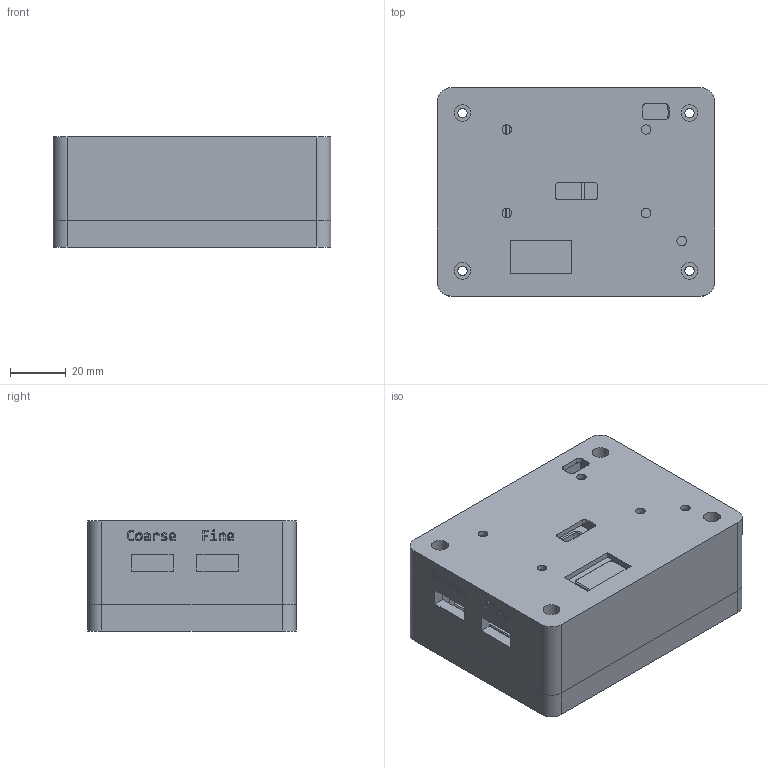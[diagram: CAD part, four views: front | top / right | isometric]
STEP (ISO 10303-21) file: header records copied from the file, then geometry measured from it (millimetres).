
FILE_DESCRIPTION(/* description */ (''),/* implementation_level */ '2;1');
FILE_NAME(/* name */ 'pico_expansion_board_1.0rc_enclosure.step',/* time_stamp */ '2023-04-23T22:09:32+12:00',/* author */ (''),/* organization */ (''),/* preprocessor_version */ 'ST-DEVELOPER v19.2',/* originating_system */ 'Autodesk Translation Framework v12.4.0.73',/* authorisation */ '');
FILE_SCHEMA (('AUTOMOTIVE_DESIGN { 1 0 10303 214 3 1 1 }'));
Length unit declared in the file: millimetre
Products named in the file (1): pico_expansion_board_1.0rc_enclosure
Bounding box: 99.69 x 74.8 x 39.5 mm (x, y, z)
Volume: 90340.2 mm3; surface area: 56234.2 mm2
Topology: 2 solids, 2 shells, 695 faces, 1891 edges, 1230 vertices
Faces by surface type: bspline 304, plane 250, cylinder 104, cone 24, torus 13
Full cylindrical faces by diameter (mm): 3.4 x12, 3.5 x1, 4.7 x4, 6 x4
Entity records: 24670 total; most frequent: CARTESIAN_POINT 8908, ORIENTED_EDGE 3782, DIRECTION 2343, EDGE_CURVE 1891, VERTEX_POINT 1230, LINE 1049, VECTOR 1049, EDGE_LOOP 761
